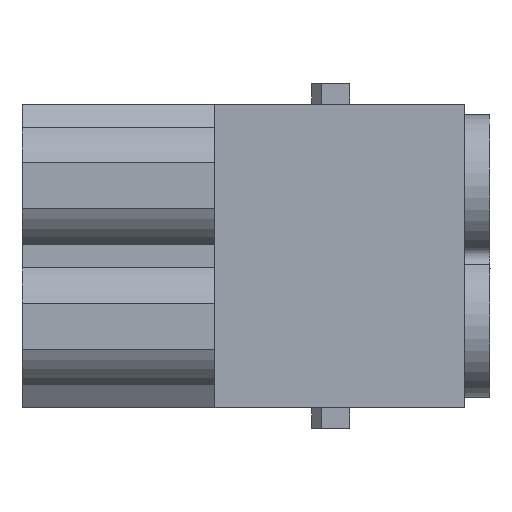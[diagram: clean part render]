
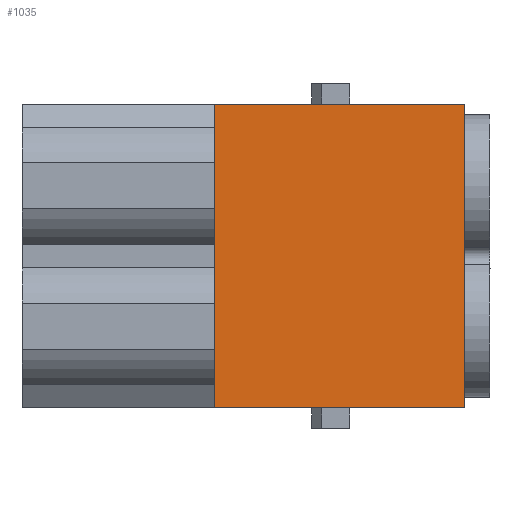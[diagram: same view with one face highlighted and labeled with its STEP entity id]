
A CAD part, left-side view. The second image highlights one B-rep face of the part: STEP entity #1035.
In plain terms, the highlighted planar face has unit normal (-1, 0, 0).
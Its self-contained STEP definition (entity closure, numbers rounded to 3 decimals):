
#1035=ADVANCED_FACE('',(#1474),#1269,.T.);
#1269=PLANE('',#5537);
#1474=FACE_OUTER_BOUND('',#1715,.T.);
#1715=EDGE_LOOP('',(#2503,#2504,#2505,#2506));
#2503=ORIENTED_EDGE('',*,*,#3954,.T.);
#2504=ORIENTED_EDGE('',*,*,#3955,.F.);
#2505=ORIENTED_EDGE('',*,*,#3956,.T.);
#2506=ORIENTED_EDGE('',*,*,#3957,.F.);
#3397=VERTEX_POINT('',#8138);
#3398=VERTEX_POINT('',#8139);
#3399=VERTEX_POINT('',#8141);
#3400=VERTEX_POINT('',#8143);
#3954=EDGE_CURVE('',#3397,#3398,#4570,.T.);
#3955=EDGE_CURVE('',#3399,#3398,#4571,.T.);
#3956=EDGE_CURVE('',#3399,#3400,#4572,.T.);
#3957=EDGE_CURVE('',#3397,#3400,#4573,.T.);
#4570=LINE('',#8137,#5090);
#4571=LINE('',#8140,#5091);
#4572=LINE('',#8142,#5092);
#4573=LINE('',#8144,#5093);
#5090=VECTOR('',#6365,1.);
#5091=VECTOR('',#6366,1.);
#5092=VECTOR('',#6367,1.);
#5093=VECTOR('',#6368,1.);
#5537=AXIS2_PLACEMENT_3D('',#8145,#6369,#6370);
#6365=DIRECTION('',(0.,0.,1.));
#6366=DIRECTION('',(0.,-1.,0.));
#6367=DIRECTION('',(0.,0.,-1.));
#6368=DIRECTION('',(0.,1.,0.));
#6369=DIRECTION('',(-1.,0.,0.));
#6370=DIRECTION('',(0.,0.,1.));
#8137=CARTESIAN_POINT('',(-7.3,-26.8,-15.15));
#8138=CARTESIAN_POINT('',(-7.3,-26.8,-15.15));
#8139=CARTESIAN_POINT('',(-7.3,-26.8,15.15));
#8140=CARTESIAN_POINT('',(-7.3,-1.8,15.15));
#8141=CARTESIAN_POINT('',(-7.3,-1.8,15.15));
#8142=CARTESIAN_POINT('',(-7.3,-1.8,15.15));
#8143=CARTESIAN_POINT('',(-7.3,-1.8,-15.15));
#8144=CARTESIAN_POINT('',(-7.3,-26.8,-15.15));
#8145=CARTESIAN_POINT('',(-7.3,-26.8,-15.15));
